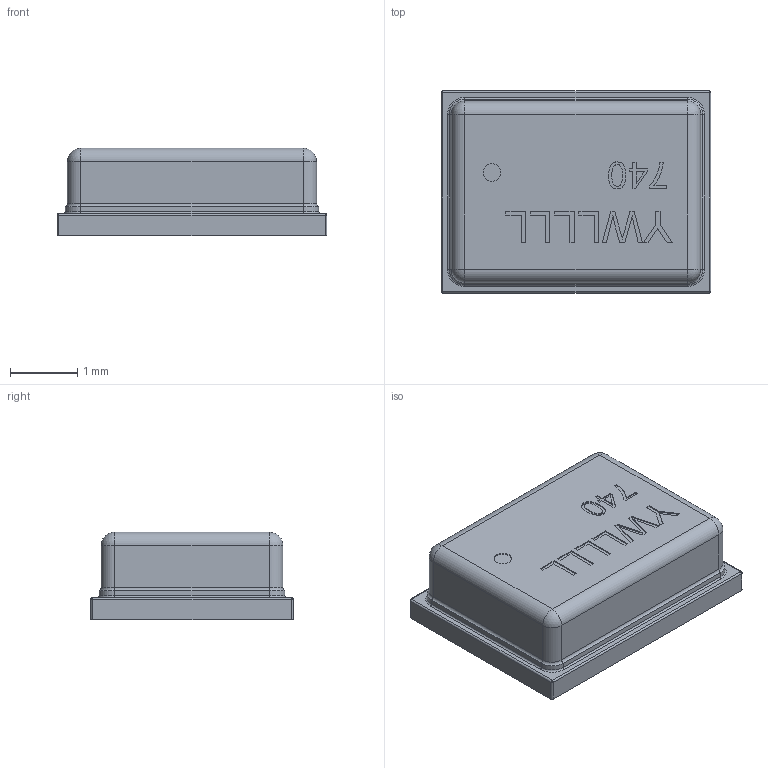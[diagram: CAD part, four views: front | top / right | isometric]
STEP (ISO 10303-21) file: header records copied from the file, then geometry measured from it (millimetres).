
FILE_DESCRIPTION(/* description */ (''),/* implementation_level */ '2;1');
FILE_NAME(/* name */ 'TDK - ICS-40740.step',/* time_stamp */ '2020-04-23T19:27:45+01:00',/* author */ (''),/* organization */ (''),/* preprocessor_version */ 'ST-DEVELOPER v18.1',/* originating_system */ 'Autodesk Translation Framework v9.2.0.1227',/* authorisation */ '');
FILE_SCHEMA (('AUTOMOTIVE_DESIGN { 1 0 10303 214 3 1 1 }'));
Length unit declared in the file: millimetre
Products named in the file (1): TDK - ICS-40740
Bounding box: 4 x 3 x 1.3 mm (x, y, z)
Volume: 13.1 mm3; surface area: 41.6 mm2
Topology: 1 solids, 1 shells, 192 faces, 465 edges, 294 vertices
Faces by surface type: plane 110, bspline 34, cylinder 32, sphere 8, torus 8
Full cylindrical faces by diameter (mm): 0.261 x1, 0.75 x1, 1.54 x1, 2.14 x1
Entity records: 5948 total; most frequent: CARTESIAN_POINT 1530, ORIENTED_EDGE 930, DIRECTION 783, EDGE_CURVE 465, LINE 329, VECTOR 329, VERTEX_POINT 294, AXIS2_PLACEMENT_3D 227
